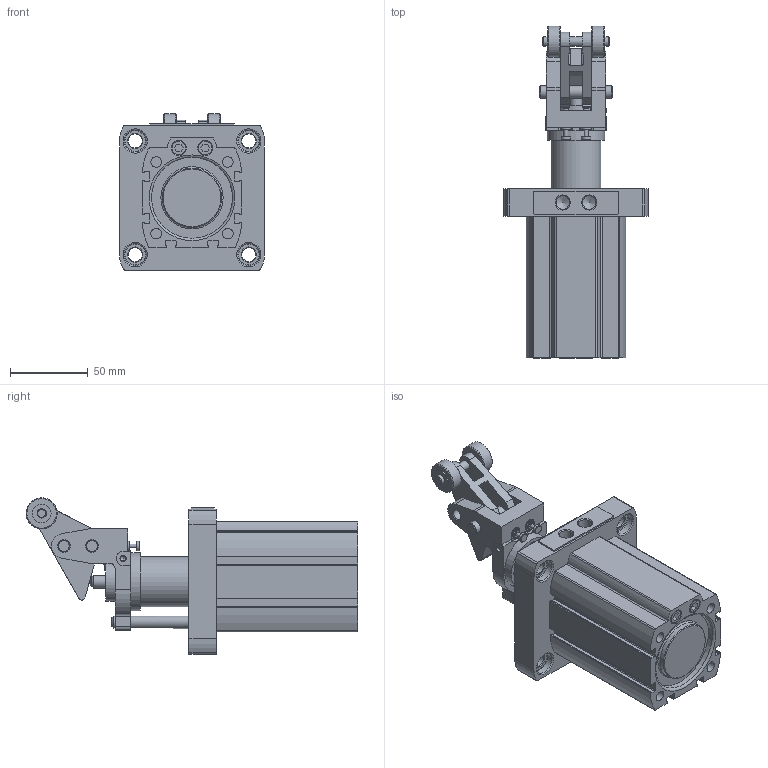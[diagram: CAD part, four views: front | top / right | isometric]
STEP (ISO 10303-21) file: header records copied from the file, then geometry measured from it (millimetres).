
FILE_DESCRIPTION(/* description */ ('STEP AP214'),/* implementation_level */ '2;1');
FILE_NAME(/* name */ '8090411_DFST-50-30-D-Y4-A-S-G2',/* time_stamp */ '2024-08-15T23:17:31+02:00',/* author */ ('License CC BY-ND 4.0'),/* organization */ ('CADENAS'),/* preprocessor_version */ 'ST-DEVELOPER v19.3',/* originating_system */ 'PARTsolutions',/* authorisation */ ' ');
FILE_SCHEMA (('AUTOMOTIVE_DESIGN {1 0 10303 214 3 1 1}'));
Length unit declared in the file: millimetre
Products named in the file (6): 8090411 DFST-50-30-D-Y4-A-S-G2---(30 Start high); 8090411 DFST-50---(mechanicalhighh); 8090411 DFST-50---(mechanicalhighc); 8090411 DFST-50---(mechanical highl); -DFST-CAP4_scr; 8090411 DFST-50---(mechanical high 1s)
Assembly tree (6 placements, depth 2):
  8090411 DFST-50-30-D-Y4-A-S-G2---(30 Start high)
    8090411 DFST-50---(mechanicalhighh)
    8090411 DFST-50---(mechanicalhighc)
    8090411 DFST-50---(mechanical highl)
    -DFST-CAP4_scr  x2
    8090411 DFST-50---(mechanical high 1s)
Bounding box: 93 x 213.1 x 100.45 mm (x, y, z)
Volume: 526623.3 mm3; surface area: 122037.7 mm2
Topology: 6 solids, 6 shells, 569 faces, 1329 edges, 858 vertices
Faces by surface type: plane 254, cylinder 210, cone 55, torus 50
Full cylindrical faces by diameter (mm): 2.5 x2, 3.242 x2, 4.917 x4, 5 x4, 5.2 x1, 6 x12, 6.5 x2, 6.8 x4, 6.917 x2, 8 x13, 8.1 x4, 8.5 x4, 8.566 x4, 9 x4, 9.728 x2, 12 x4, 13 x4, 14 x12, 17.728 x1, 19 x1, 20 x2, 25 x1, 32 x2, 37 x1, 38 x1, 50 x2, 52 x1
Entity records: 15024 total; most frequent: DIRECTION 2714, CARTESIAN_POINT 2526, ORIENTED_EDGE 2166, EDGE_CURVE 1083, AXIS2_PLACEMENT_3D 1082, FACE_BOUND 864, EDGE_LOOP 859, VERTEX_POINT 821
